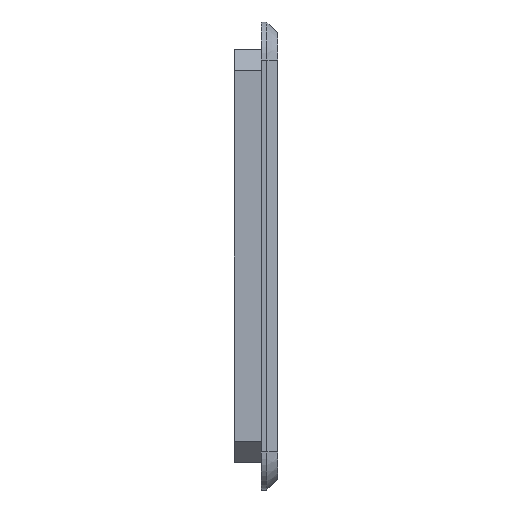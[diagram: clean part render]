
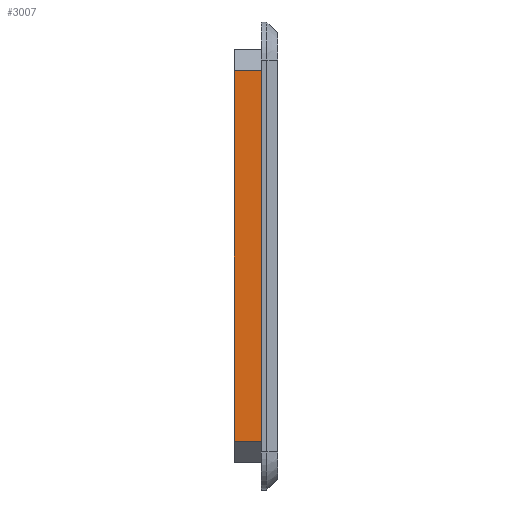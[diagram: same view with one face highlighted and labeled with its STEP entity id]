
A CAD part, left-side view. The second image highlights one B-rep face of the part: STEP entity #3007.
In plain terms, the highlighted planar face has unit normal (-1, 0, 0).
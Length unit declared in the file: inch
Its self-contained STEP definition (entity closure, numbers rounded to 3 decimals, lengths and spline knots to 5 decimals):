
#413=FACE_OUTER_BOUND('',#575,.T.);
#575=EDGE_LOOP('',(#2717,#2718,#2719,#2720));
#844=LINE('',#5711,#1126);
#847=LINE('',#5717,#1129);
#848=LINE('',#5719,#1130);
#849=LINE('',#5720,#1131);
#1126=VECTOR('',#3537,0.3937);
#1129=VECTOR('',#3542,0.3937);
#1130=VECTOR('',#3543,0.3937);
#1131=VECTOR('',#3544,0.3937);
#1430=VERTEX_POINT('',#5707);
#1432=VERTEX_POINT('',#5710);
#1434=VERTEX_POINT('',#5716);
#1435=VERTEX_POINT('',#5718);
#1866=EDGE_CURVE('',#1430,#1432,#844,.T.);
#1869=EDGE_CURVE('',#1434,#1430,#847,.T.);
#1870=EDGE_CURVE('',#1434,#1435,#848,.T.);
#1871=EDGE_CURVE('',#1432,#1435,#849,.T.);
#2717=ORIENTED_EDGE('',*,*,#1869,.F.);
#2718=ORIENTED_EDGE('',*,*,#1870,.T.);
#2719=ORIENTED_EDGE('',*,*,#1871,.F.);
#2720=ORIENTED_EDGE('',*,*,#1866,.F.);
#2854=PLANE('',#3112);
#3007=ADVANCED_FACE('',(#413),#2854,.T.);
#3112=AXIS2_PLACEMENT_3D('',#5715,#3540,#3541);
#3537=DIRECTION('',(0.,1.,0.));
#3540=DIRECTION('center_axis',(-1.,0.,0.));
#3541=DIRECTION('ref_axis',(0.,0.,1.));
#3542=DIRECTION('',(0.,0.,-1.));
#3543=DIRECTION('',(0.,1.,0.));
#3544=DIRECTION('',(0.,0.,1.));
#5707=CARTESIAN_POINT('',(0.05,0.03,0.09));
#5710=CARTESIAN_POINT('',(0.05,0.08,0.09));
#5711=CARTESIAN_POINT('',(0.05,0.,0.09));
#5715=CARTESIAN_POINT('Origin',(0.05,0.,0.09));
#5716=CARTESIAN_POINT('',(0.05,0.03,0.77));
#5717=CARTESIAN_POINT('',(0.05,0.03,0.09));
#5718=CARTESIAN_POINT('',(0.05,0.08,0.77));
#5719=CARTESIAN_POINT('',(0.05,0.,0.77));
#5720=CARTESIAN_POINT('',(0.05,0.08,0.09));
